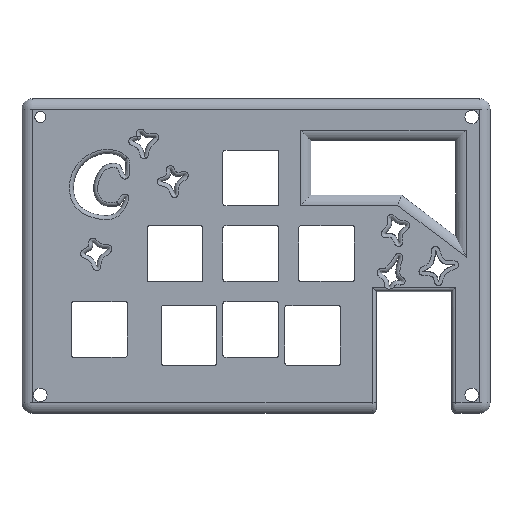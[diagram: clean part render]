
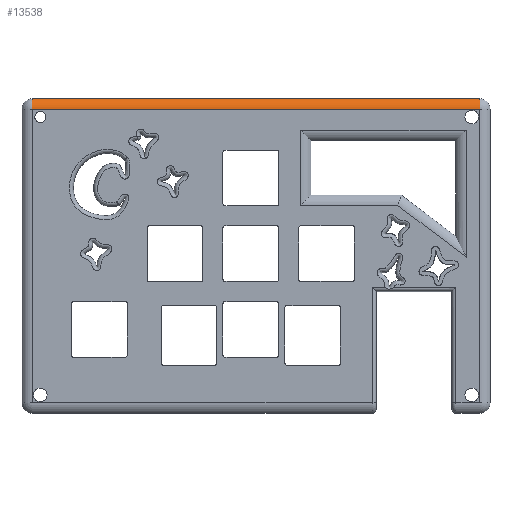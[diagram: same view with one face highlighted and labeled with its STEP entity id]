
A CAD part, top view. The second image highlights one B-rep face of the part: STEP entity #13538.
In plain terms, the highlighted cylindrical face has radius 3 mm (diameter 6 mm), a partial arc.
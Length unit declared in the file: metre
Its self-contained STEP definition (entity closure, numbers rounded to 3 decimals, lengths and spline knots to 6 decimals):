
#497=CYLINDRICAL_SURFACE('',#14646,0.003);
#1442=CIRCLE('',#14645,0.003);
#1443=CIRCLE('',#14647,0.003);
#5422=ORIENTED_EDGE('',*,*,#7502,.F.);
#5423=ORIENTED_EDGE('',*,*,#5872,.F.);
#5424=ORIENTED_EDGE('',*,*,#7501,.T.);
#5425=ORIENTED_EDGE('',*,*,#6245,.F.);
#5872=EDGE_CURVE('',#7894,#7895,#9005,.T.);
#6245=EDGE_CURVE('',#8203,#8204,#9165,.F.);
#7501=EDGE_CURVE('',#7894,#8204,#1442,.T.);
#7502=EDGE_CURVE('',#7895,#8203,#1443,.T.);
#7894=VERTEX_POINT('',#18895);
#7895=VERTEX_POINT('',#18897);
#8203=VERTEX_POINT('',#20757);
#8204=VERTEX_POINT('',#20759);
#9005=LINE('',#18896,#10071);
#9165=LINE('',#20758,#10231);
#10071=VECTOR('',#15146,1.);
#10231=VECTOR('',#15688,1.);
#11780=EDGE_LOOP('',(#5422,#5423,#5424,#5425));
#12583=FACE_BOUND('',#11780,.T.);
#13538=ADVANCED_FACE('',(#12583),#497,.T.);
#14645=AXIS2_PLACEMENT_3D('',#25002,#17882,#17883);
#14646=AXIS2_PLACEMENT_3D('',#25003,#17884,#17885);
#14647=AXIS2_PLACEMENT_3D('',#25004,#17886,#17887);
#15146=DIRECTION('',(1.,0.,0.));
#15688=DIRECTION('',(1.,0.,0.));
#17882=DIRECTION('',(1.,0.,0.));
#17883=DIRECTION('',(0.,0.,-1.));
#17884=DIRECTION('',(1.,0.,0.));
#17885=DIRECTION('',(0.,0.,-1.));
#17886=DIRECTION('',(1.,0.,0.));
#17887=DIRECTION('',(0.,0.,-1.));
#18895=CARTESIAN_POINT('',(-0.045425,0.038948,0.));
#18896=CARTESIAN_POINT('',(-0.045425,0.038948,0.));
#18897=CARTESIAN_POINT('',(0.067075,0.038948,0.));
#20757=CARTESIAN_POINT('',(0.067075,0.03635,0.0015));
#20758=CARTESIAN_POINT('',(0.010825,0.03635,0.0015));
#20759=CARTESIAN_POINT('',(-0.045425,0.03635,0.0015));
#25002=CARTESIAN_POINT('',(-0.045425,0.03635,-0.0015));
#25003=CARTESIAN_POINT('',(0.010825,0.03635,-0.0015));
#25004=CARTESIAN_POINT('',(0.067075,0.03635,-0.0015));
